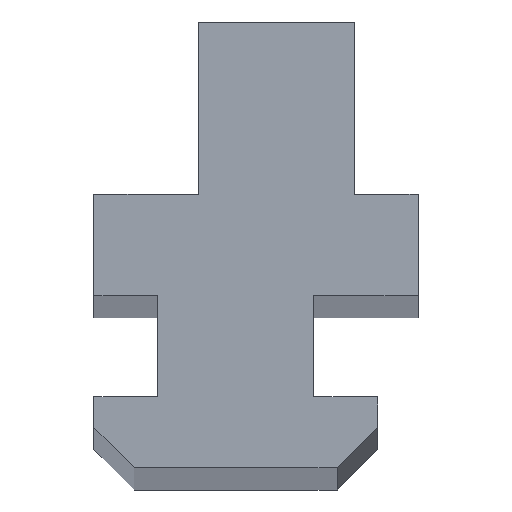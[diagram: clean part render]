
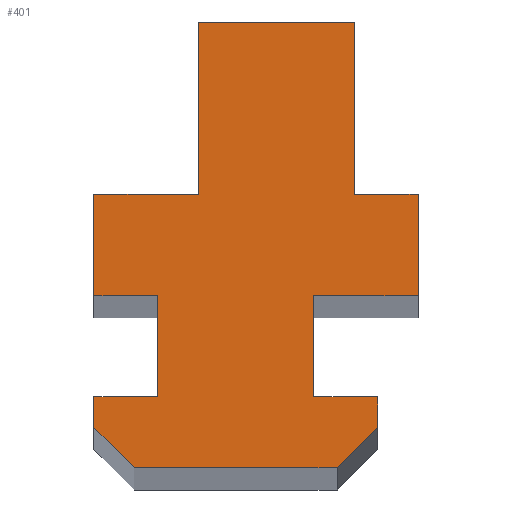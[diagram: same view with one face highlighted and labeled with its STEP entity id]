
A CAD part, top view. The second image highlights one B-rep face of the part: STEP entity #401.
In plain terms, the highlighted planar face has unit normal (0, 0, 1).
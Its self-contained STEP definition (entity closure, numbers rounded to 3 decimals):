
#35=FACE_OUTER_BOUND('',#55,.T.);
#55=EDGE_LOOP('',(#344,#345,#346,#347,#348,#349,#350,#351,#352,#353,#354,
#355,#356,#357,#358,#359,#360,#361));
#56=LINE('',#545,#110);
#60=LINE('',#553,#114);
#63=LINE('',#559,#117);
#66=LINE('',#565,#120);
#69=LINE('',#571,#123);
#72=LINE('',#577,#126);
#75=LINE('',#583,#129);
#78=LINE('',#589,#132);
#81=LINE('',#595,#135);
#84=LINE('',#601,#138);
#87=LINE('',#607,#141);
#90=LINE('',#613,#144);
#93=LINE('',#619,#147);
#96=LINE('',#625,#150);
#99=LINE('',#631,#153);
#102=LINE('',#637,#156);
#105=LINE('',#643,#159);
#108=LINE('',#648,#162);
#110=VECTOR('',#449,10.);
#114=VECTOR('',#455,10.);
#117=VECTOR('',#460,10.);
#120=VECTOR('',#465,10.);
#123=VECTOR('',#470,10.);
#126=VECTOR('',#475,10.);
#129=VECTOR('',#480,10.);
#132=VECTOR('',#485,10.);
#135=VECTOR('',#490,10.);
#138=VECTOR('',#495,10.);
#141=VECTOR('',#500,10.);
#144=VECTOR('',#505,10.);
#147=VECTOR('',#510,10.);
#150=VECTOR('',#515,10.);
#153=VECTOR('',#520,10.);
#156=VECTOR('',#525,10.);
#159=VECTOR('',#530,10.);
#162=VECTOR('',#535,10.);
#164=VERTEX_POINT('',#543);
#165=VERTEX_POINT('',#544);
#168=VERTEX_POINT('',#552);
#170=VERTEX_POINT('',#558);
#172=VERTEX_POINT('',#564);
#174=VERTEX_POINT('',#570);
#176=VERTEX_POINT('',#576);
#178=VERTEX_POINT('',#582);
#180=VERTEX_POINT('',#588);
#182=VERTEX_POINT('',#594);
#184=VERTEX_POINT('',#600);
#186=VERTEX_POINT('',#606);
#188=VERTEX_POINT('',#612);
#190=VERTEX_POINT('',#618);
#192=VERTEX_POINT('',#624);
#194=VERTEX_POINT('',#630);
#196=VERTEX_POINT('',#636);
#198=VERTEX_POINT('',#642);
#200=EDGE_CURVE('',#164,#165,#56,.T.);
#204=EDGE_CURVE('',#165,#168,#60,.T.);
#207=EDGE_CURVE('',#168,#170,#63,.T.);
#210=EDGE_CURVE('',#170,#172,#66,.T.);
#213=EDGE_CURVE('',#172,#174,#69,.T.);
#216=EDGE_CURVE('',#174,#176,#72,.T.);
#219=EDGE_CURVE('',#176,#178,#75,.T.);
#222=EDGE_CURVE('',#178,#180,#78,.T.);
#225=EDGE_CURVE('',#180,#182,#81,.T.);
#228=EDGE_CURVE('',#182,#184,#84,.T.);
#231=EDGE_CURVE('',#184,#186,#87,.T.);
#234=EDGE_CURVE('',#186,#188,#90,.T.);
#237=EDGE_CURVE('',#188,#190,#93,.T.);
#240=EDGE_CURVE('',#190,#192,#96,.T.);
#243=EDGE_CURVE('',#192,#194,#99,.T.);
#246=EDGE_CURVE('',#194,#196,#102,.T.);
#249=EDGE_CURVE('',#196,#198,#105,.T.);
#252=EDGE_CURVE('',#198,#164,#108,.T.);
#344=ORIENTED_EDGE('',*,*,#200,.F.);
#345=ORIENTED_EDGE('',*,*,#252,.F.);
#346=ORIENTED_EDGE('',*,*,#249,.F.);
#347=ORIENTED_EDGE('',*,*,#246,.F.);
#348=ORIENTED_EDGE('',*,*,#243,.F.);
#349=ORIENTED_EDGE('',*,*,#240,.F.);
#350=ORIENTED_EDGE('',*,*,#237,.F.);
#351=ORIENTED_EDGE('',*,*,#234,.F.);
#352=ORIENTED_EDGE('',*,*,#231,.F.);
#353=ORIENTED_EDGE('',*,*,#228,.F.);
#354=ORIENTED_EDGE('',*,*,#225,.F.);
#355=ORIENTED_EDGE('',*,*,#222,.F.);
#356=ORIENTED_EDGE('',*,*,#219,.F.);
#357=ORIENTED_EDGE('',*,*,#216,.F.);
#358=ORIENTED_EDGE('',*,*,#213,.F.);
#359=ORIENTED_EDGE('',*,*,#210,.F.);
#360=ORIENTED_EDGE('',*,*,#207,.F.);
#361=ORIENTED_EDGE('',*,*,#204,.F.);
#381=PLANE('',#444);
#401=ADVANCED_FACE('',(#35),#381,.T.);
#444=AXIS2_PLACEMENT_3D('',#651,#539,#540);
#449=DIRECTION('',(-0.707,0.707,0.));
#455=DIRECTION('',(0.,1.,0.));
#460=DIRECTION('',(1.,0.,0.));
#465=DIRECTION('',(0.,1.,0.));
#470=DIRECTION('',(-1.,0.,0.));
#475=DIRECTION('',(0.,1.,0.));
#480=DIRECTION('',(1.,0.,0.));
#485=DIRECTION('',(0.,1.,0.));
#490=DIRECTION('',(1.,0.,0.));
#495=DIRECTION('',(0.,-1.,0.));
#500=DIRECTION('',(1.,0.,0.));
#505=DIRECTION('',(0.,-1.,0.));
#510=DIRECTION('',(-1.,0.,0.));
#515=DIRECTION('',(0.,-1.,0.));
#520=DIRECTION('',(1.,0.,0.));
#525=DIRECTION('',(0.,-1.,0.));
#530=DIRECTION('',(-0.707,-0.707,0.));
#535=DIRECTION('',(-1.,0.,0.));
#539=DIRECTION('center_axis',(0.,0.,1.));
#540=DIRECTION('ref_axis',(1.,0.,0.));
#543=CARTESIAN_POINT('',(-5.,-6.,627.));
#544=CARTESIAN_POINT('',(-7.,-4.,627.));
#545=CARTESIAN_POINT('',(-7.,-4.,627.));
#552=CARTESIAN_POINT('',(-7.,-2.5,627.));
#553=CARTESIAN_POINT('',(-7.,-2.5,627.));
#558=CARTESIAN_POINT('',(-3.85,-2.5,627.));
#559=CARTESIAN_POINT('',(-3.85,-2.5,627.));
#564=CARTESIAN_POINT('',(-3.85,2.5,627.));
#565=CARTESIAN_POINT('',(-3.85,2.5,627.));
#570=CARTESIAN_POINT('',(-7.,2.5,627.));
#571=CARTESIAN_POINT('',(-7.,2.5,627.));
#576=CARTESIAN_POINT('',(-7.,7.5,627.));
#577=CARTESIAN_POINT('',(-7.,7.5,627.));
#582=CARTESIAN_POINT('',(-1.85,7.5,627.));
#583=CARTESIAN_POINT('',(-1.85,7.5,627.));
#588=CARTESIAN_POINT('',(-1.85,16.,627.));
#589=CARTESIAN_POINT('',(-1.85,16.,627.));
#594=CARTESIAN_POINT('',(5.85,16.,627.));
#595=CARTESIAN_POINT('',(5.85,16.,627.));
#600=CARTESIAN_POINT('',(5.85,7.5,627.));
#601=CARTESIAN_POINT('',(5.85,7.5,627.));
#606=CARTESIAN_POINT('',(9.,7.5,627.));
#607=CARTESIAN_POINT('',(9.,7.5,627.));
#612=CARTESIAN_POINT('',(9.,2.5,627.));
#613=CARTESIAN_POINT('',(9.,2.5,627.));
#618=CARTESIAN_POINT('',(3.85,2.5,627.));
#619=CARTESIAN_POINT('',(3.85,2.5,627.));
#624=CARTESIAN_POINT('',(3.85,-2.5,627.));
#625=CARTESIAN_POINT('',(3.85,-2.5,627.));
#630=CARTESIAN_POINT('',(7.,-2.5,627.));
#631=CARTESIAN_POINT('',(7.,-2.5,627.));
#636=CARTESIAN_POINT('',(7.,-4.,627.));
#637=CARTESIAN_POINT('',(7.,-4.,627.));
#642=CARTESIAN_POINT('',(5.,-6.,627.));
#643=CARTESIAN_POINT('',(5.,-6.,627.));
#648=CARTESIAN_POINT('',(-5.,-6.,627.));
#651=CARTESIAN_POINT('Origin',(0.881,3.967,627.));
